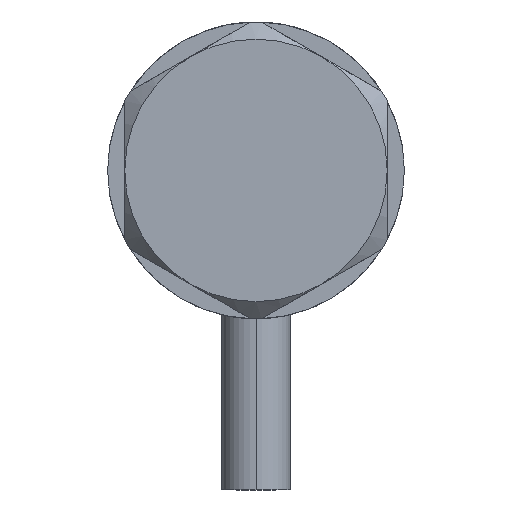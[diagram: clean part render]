
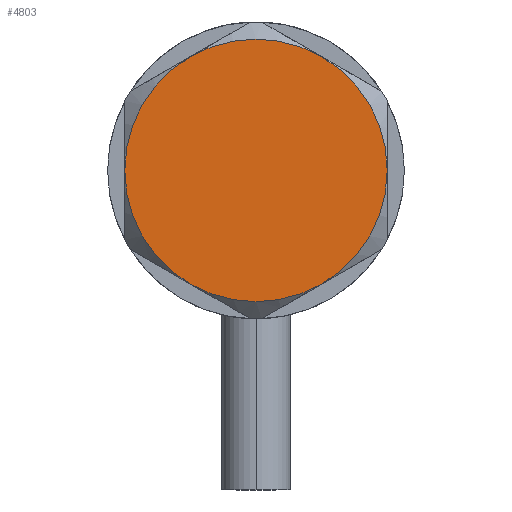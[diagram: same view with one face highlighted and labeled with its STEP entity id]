
A CAD part, left-side view. The second image highlights one B-rep face of the part: STEP entity #4803.
In plain terms, the highlighted face is planar.
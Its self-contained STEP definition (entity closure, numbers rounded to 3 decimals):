
#122 = DIRECTION ( 'NONE',  ( 0., 0., 1. ) ) ;
#210 = PLANE ( 'NONE',  #3461 ) ;
#265 = CIRCLE ( 'NONE', #4214, 23. ) ;
#331 = ORIENTED_EDGE ( 'NONE', *, *, #2464, .T. ) ;
#368 = CIRCLE ( 'NONE', #795, 23. ) ;
#417 = CIRCLE ( 'NONE', #2596, 23. ) ;
#436 = AXIS2_PLACEMENT_3D ( 'NONE', #3218, #2015, #2430 ) ;
#512 = CIRCLE ( 'NONE', #2520, 23. ) ;
#530 = EDGE_CURVE ( 'NONE', #4688, #2157, #417, .T. ) ;
#620 = CARTESIAN_POINT ( 'NONE',  ( 0., 0., 9. ) ) ;
#786 = CARTESIAN_POINT ( 'NONE',  ( 11.5, -19.919, 9. ) ) ;
#795 = AXIS2_PLACEMENT_3D ( 'NONE', #1731, #3408, #2171 ) ;
#833 = CARTESIAN_POINT ( 'NONE',  ( 11.5, 19.919, 9. ) ) ;
#1132 = DIRECTION ( 'NONE',  ( 1., 0., 0. ) ) ;
#1152 = CARTESIAN_POINT ( 'NONE',  ( 23., 0., 9. ) ) ;
#1363 = VERTEX_POINT ( 'NONE', #1645 ) ;
#1393 = VERTEX_POINT ( 'NONE', #1152 ) ;
#1484 = CARTESIAN_POINT ( 'NONE',  ( 0., 0., 9. ) ) ;
#1607 = ORIENTED_EDGE ( 'NONE', *, *, #2547, .T. ) ;
#1645 = CARTESIAN_POINT ( 'NONE',  ( -11.5, 19.919, 9. ) ) ;
#1697 = CIRCLE ( 'NONE', #436, 23. ) ;
#1731 = CARTESIAN_POINT ( 'NONE',  ( 0., 0., 9. ) ) ;
#1795 = DIRECTION ( 'NONE',  ( 0., 0., 1. ) ) ;
#2015 = DIRECTION ( 'NONE',  ( 0., 0., 1. ) ) ;
#2157 = VERTEX_POINT ( 'NONE', #786 ) ;
#2171 = DIRECTION ( 'NONE',  ( 1., 0., 0. ) ) ;
#2261 = EDGE_CURVE ( 'NONE', #2889, #4688, #512, .T. ) ;
#2384 = CARTESIAN_POINT ( 'NONE',  ( -11.5, -19.919, 9. ) ) ;
#2430 = DIRECTION ( 'NONE',  ( 1., 0., 0. ) ) ;
#2464 = EDGE_CURVE ( 'NONE', #1363, #2889, #265, .T. ) ;
#2520 = AXIS2_PLACEMENT_3D ( 'NONE', #3256, #4525, #4048 ) ;
#2547 = EDGE_CURVE ( 'NONE', #1393, #5000, #1697, .T. ) ;
#2596 = AXIS2_PLACEMENT_3D ( 'NONE', #1484, #4261, #2660 ) ;
#2660 = DIRECTION ( 'NONE',  ( 1., 0., 0. ) ) ;
#2889 = VERTEX_POINT ( 'NONE', #3499 ) ;
#3218 = CARTESIAN_POINT ( 'NONE',  ( 0., 0., 9. ) ) ;
#3250 = EDGE_CURVE ( 'NONE', #2157, #1393, #4889, .T. ) ;
#3256 = CARTESIAN_POINT ( 'NONE',  ( 0., 0., 9. ) ) ;
#3301 = CARTESIAN_POINT ( 'NONE',  ( 0., 0., 9. ) ) ;
#3408 = DIRECTION ( 'NONE',  ( 0., 0., 1. ) ) ;
#3461 = AXIS2_PLACEMENT_3D ( 'NONE', #3301, #4089, #4517 ) ;
#3499 = CARTESIAN_POINT ( 'NONE',  ( -23., 0., 9. ) ) ;
#3817 = DIRECTION ( 'NONE',  ( 1., 0., 0. ) ) ;
#4041 = AXIS2_PLACEMENT_3D ( 'NONE', #620, #122, #3817 ) ;
#4048 = DIRECTION ( 'NONE',  ( 1., 0., 0. ) ) ;
#4089 = DIRECTION ( 'NONE',  ( 0., 0., 1. ) ) ;
#4182 = CARTESIAN_POINT ( 'NONE',  ( 0., 0., 9. ) ) ;
#4214 = AXIS2_PLACEMENT_3D ( 'NONE', #4182, #1795, #1132 ) ;
#4261 = DIRECTION ( 'NONE',  ( 0., 0., 1. ) ) ;
#4494 = ORIENTED_EDGE ( 'NONE', *, *, #4736, .T. ) ;
#4517 = DIRECTION ( 'NONE',  ( 1., 0., 0. ) ) ;
#4523 = ORIENTED_EDGE ( 'NONE', *, *, #3250, .T. ) ;
#4525 = DIRECTION ( 'NONE',  ( 0., 0., 1. ) ) ;
#4544 = FACE_OUTER_BOUND ( 'NONE', #4856, .T. ) ;
#4669 = ORIENTED_EDGE ( 'NONE', *, *, #530, .T. ) ;
#4688 = VERTEX_POINT ( 'NONE', #2384 ) ;
#4736 = EDGE_CURVE ( 'NONE', #5000, #1363, #368, .T. ) ;
#4803 = ADVANCED_FACE ( 'NONE', ( #4544 ), #210, .T. ) ;
#4856 = EDGE_LOOP ( 'NONE', ( #4523, #1607, #4494, #331, #4987, #4669 ) ) ;
#4889 = CIRCLE ( 'NONE', #4041, 23. ) ;
#4987 = ORIENTED_EDGE ( 'NONE', *, *, #2261, .T. ) ;
#5000 = VERTEX_POINT ( 'NONE', #833 ) ;
